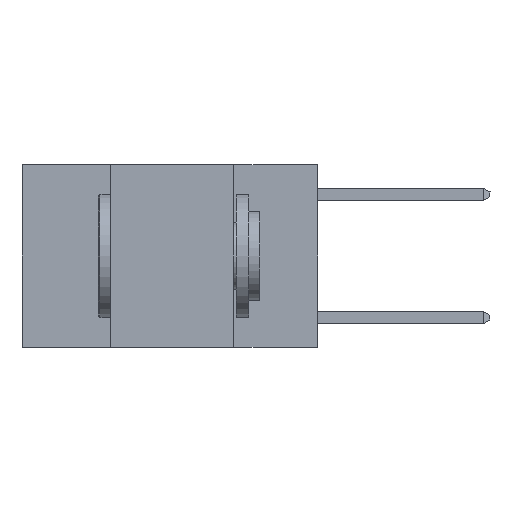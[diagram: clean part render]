
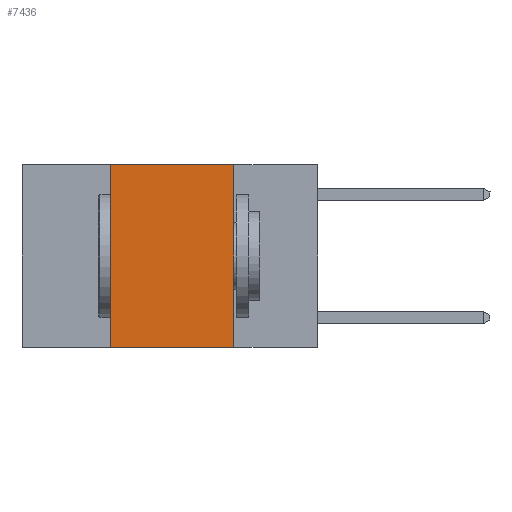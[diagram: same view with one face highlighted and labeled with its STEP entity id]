
A CAD part, left-side view. The second image highlights one B-rep face of the part: STEP entity #7436.
In plain terms, the highlighted planar face has unit normal (-1, 0, 0).
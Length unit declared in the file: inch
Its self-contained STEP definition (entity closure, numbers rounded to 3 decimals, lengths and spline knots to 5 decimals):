
#100 = LINE ( 'NONE', #4330, #8338 ) ;
#736 = EDGE_CURVE ( 'NONE', #11764, #9395, #3321, .T. ) ;
#1199 = VERTEX_POINT ( 'NONE', #11822 ) ;
#1898 = CARTESIAN_POINT ( 'NONE',  ( 0., 0.6, 0. ) ) ;
#1940 = DIRECTION ( 'NONE',  ( 0., 0., -1. ) ) ;
#1991 = CARTESIAN_POINT ( 'NONE',  ( 0., 0.17, 0. ) ) ;
#2910 = EDGE_LOOP ( 'NONE', ( #6964, #4894, #8882, #3782 ) ) ;
#3321 = LINE ( 'NONE', #10823, #6031 ) ;
#3379 = EDGE_CURVE ( 'NONE', #9395, #4058, #100, .T. ) ;
#3782 = ORIENTED_EDGE ( 'NONE', *, *, #9814, .T. ) ;
#3990 = PLANE ( 'NONE',  #13079 ) ;
#4058 = VERTEX_POINT ( 'NONE', #9049 ) ;
#4210 = DIRECTION ( 'NONE',  ( 0., 0., -1. ) ) ;
#4330 = CARTESIAN_POINT ( 'NONE',  ( 0., 0.17, 0. ) ) ;
#4894 = ORIENTED_EDGE ( 'NONE', *, *, #736, .F. ) ;
#6031 = VECTOR ( 'NONE', #8834, 39.37008 ) ;
#6195 = VECTOR ( 'NONE', #11443, 39.37008 ) ;
#6404 = CARTESIAN_POINT ( 'NONE',  ( 0., 0.42, 0. ) ) ;
#6755 = DIRECTION ( 'NONE',  ( 0., -1., 0. ) ) ;
#6964 = ORIENTED_EDGE ( 'NONE', *, *, #3379, .F. ) ;
#7436 = ADVANCED_FACE ( 'NONE', ( #10573 ), #3990, .F. ) ;
#7661 = VECTOR ( 'NONE', #6755, 39.37008 ) ;
#8084 = DIRECTION ( 'NONE',  ( 1., 0., 0. ) ) ;
#8338 = VECTOR ( 'NONE', #4210, 39.37008 ) ;
#8834 = DIRECTION ( 'NONE',  ( 0., -1., 0. ) ) ;
#8882 = ORIENTED_EDGE ( 'NONE', *, *, #13092, .F. ) ;
#9049 = CARTESIAN_POINT ( 'NONE',  ( 0., 0.17, -0.37 ) ) ;
#9243 = LINE ( 'NONE', #6404, #6195 ) ;
#9395 = VERTEX_POINT ( 'NONE', #1991 ) ;
#9814 = EDGE_CURVE ( 'NONE', #1199, #4058, #10382, .T. ) ;
#10047 = CARTESIAN_POINT ( 'NONE',  ( 0., 0.42, 0. ) ) ;
#10382 = LINE ( 'NONE', #12750, #7661 ) ;
#10573 = FACE_OUTER_BOUND ( 'NONE', #2910, .T. ) ;
#10823 = CARTESIAN_POINT ( 'NONE',  ( 0., 0.6, 0. ) ) ;
#11443 = DIRECTION ( 'NONE',  ( 0., 0., 1. ) ) ;
#11764 = VERTEX_POINT ( 'NONE', #10047 ) ;
#11822 = CARTESIAN_POINT ( 'NONE',  ( 0., 0.42, -0.37 ) ) ;
#12750 = CARTESIAN_POINT ( 'NONE',  ( 0., 0.6, -0.37 ) ) ;
#13079 = AXIS2_PLACEMENT_3D ( 'NONE', #1898, #8084, #1940 ) ;
#13092 = EDGE_CURVE ( 'NONE', #1199, #11764, #9243, .T. ) ;
